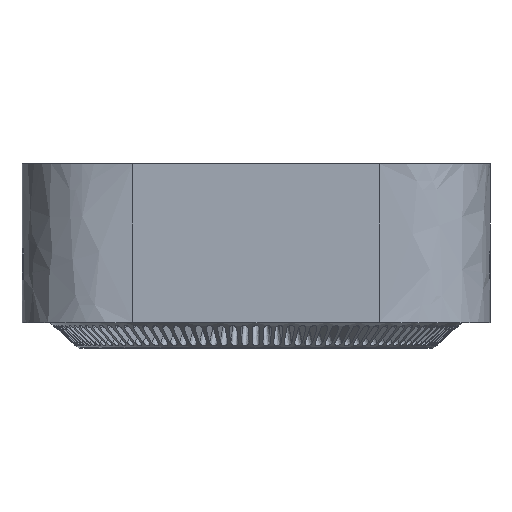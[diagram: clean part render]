
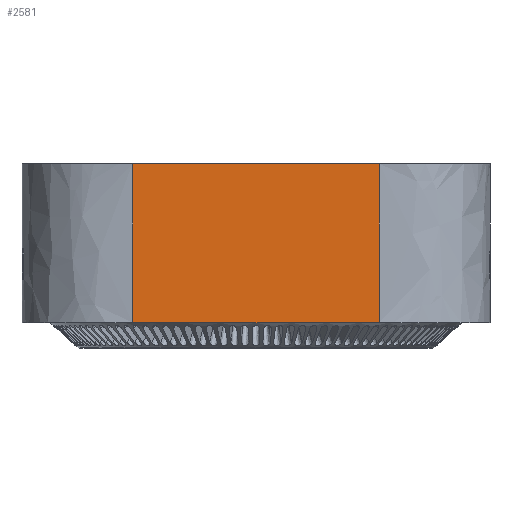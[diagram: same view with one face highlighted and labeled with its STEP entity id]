
A CAD part, left-side view. The second image highlights one B-rep face of the part: STEP entity #2581.
In plain terms, the highlighted planar face has unit normal (-1, 0, 0).
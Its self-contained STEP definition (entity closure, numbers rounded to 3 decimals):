
#1797=CARTESIAN_POINT('',(0.,97.,50.));
#1798=VERTEX_POINT('',#1797);
#1832=CARTESIAN_POINT('',(0.,97.,6.9));
#1833=VERTEX_POINT('',#1832);
#1866=CARTESIAN_POINT('',(0.,97.,50.));
#1867=DIRECTION('',(-0.,-0.,-1.));
#1868=VECTOR('',#1867,43.1);
#1869=LINE('',#1866,#1868);
#1870=EDGE_CURVE('',#1798,#1833,#1869,.T.);
#2041=CARTESIAN_POINT('',(0.,30.,50.));
#2042=VERTEX_POINT('',#2041);
#2075=CARTESIAN_POINT('',(0.,30.,6.9));
#2076=VERTEX_POINT('',#2075);
#2077=CARTESIAN_POINT('',(0.,30.,6.9));
#2078=DIRECTION('',(0.,0.,1.));
#2079=VECTOR('',#2078,43.1);
#2080=LINE('',#2077,#2079);
#2081=EDGE_CURVE('',#2076,#2042,#2080,.T.);
#2279=CARTESIAN_POINT('',(0.,30.,50.));
#2280=DIRECTION('',(0.,1.,0.));
#2281=VECTOR('',#2280,67.);
#2282=LINE('',#2279,#2281);
#2283=EDGE_CURVE('',#2042,#1798,#2282,.T.);
#2565=CARTESIAN_POINT('',(0.,63.5,49.9));
#2566=DIRECTION('',(-1.,0.,0.));
#2567=DIRECTION('',(0.,0.,1.));
#2568=AXIS2_PLACEMENT_3D('',#2565,#2566,#2567);
#2569=PLANE('',#2568);
#2570=ORIENTED_EDGE('',*,*,#2283,.T.);
#2571=ORIENTED_EDGE('',*,*,#1870,.T.);
#2572=CARTESIAN_POINT('',(0.,30.,6.9));
#2573=DIRECTION('',(0.,1.,0.));
#2574=VECTOR('',#2573,67.);
#2575=LINE('',#2572,#2574);
#2576=EDGE_CURVE('',#2076,#1833,#2575,.T.);
#2577=ORIENTED_EDGE('',*,*,#2576,.F.);
#2578=ORIENTED_EDGE('',*,*,#2081,.T.);
#2579=EDGE_LOOP('',(#2570,#2571,#2577,#2578));
#2580=FACE_BOUND('',#2579,.T.);
#2581=ADVANCED_FACE('',(#2580),#2569,.T.);
